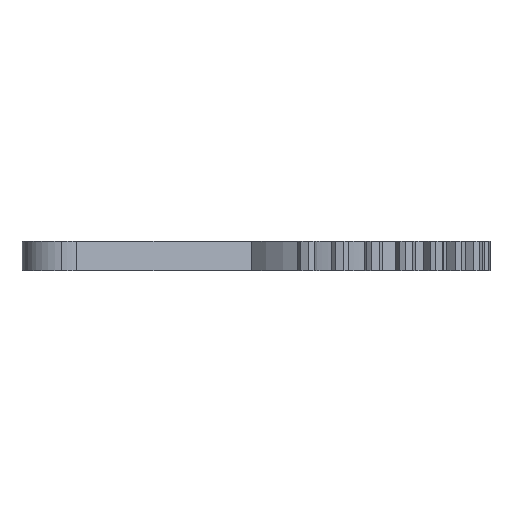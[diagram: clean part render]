
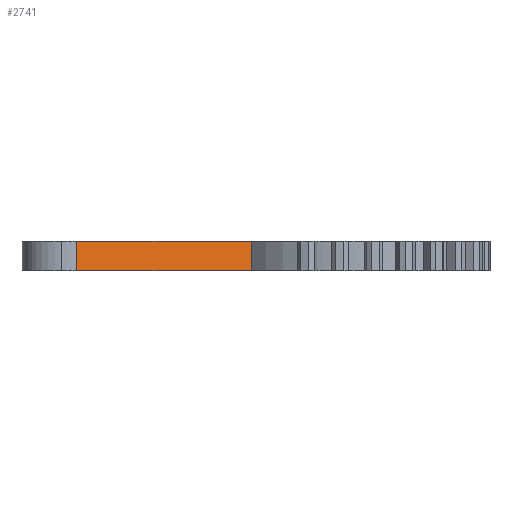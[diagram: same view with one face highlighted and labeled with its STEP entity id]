
A CAD part, left-side view. The second image highlights one B-rep face of the part: STEP entity #2741.
In plain terms, the highlighted planar face has unit normal (-0.928, -0.371, 0).
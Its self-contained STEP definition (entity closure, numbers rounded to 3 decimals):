
#81 = CARTESIAN_POINT ( 'NONE',  ( -8.208, 9.756, 3. ) ) ;
#95 = EDGE_CURVE ( 'NONE', #3789, #1864, #136, .T. ) ;
#136 = LINE ( 'NONE', #1450, #3667 ) ;
#210 = CARTESIAN_POINT ( 'NONE',  ( -15.223, 27.3, 0. ) ) ;
#496 = EDGE_CURVE ( 'NONE', #3035, #3789, #2108, .T. ) ;
#666 = VECTOR ( 'NONE', #3962, 1000. ) ;
#854 = EDGE_CURVE ( 'NONE', #3035, #3633, #3022, .T. ) ;
#881 = EDGE_CURVE ( 'NONE', #3633, #1864, #1708, .T. ) ;
#1223 = EDGE_LOOP ( 'NONE', ( #4050, #2594, #2031, #2871 ) ) ;
#1450 = CARTESIAN_POINT ( 'NONE',  ( -15.223, 27.3, 3. ) ) ;
#1688 = PLANE ( 'NONE',  #3966 ) ;
#1708 = LINE ( 'NONE', #3330, #666 ) ;
#1810 = CARTESIAN_POINT ( 'NONE',  ( -3.714, -1.485, 3. ) ) ;
#1820 = VECTOR ( 'NONE', #3412, 1000. ) ;
#1864 = VERTEX_POINT ( 'NONE', #210 ) ;
#2031 = ORIENTED_EDGE ( 'NONE', *, *, #496, .T. ) ;
#2043 = DIRECTION ( 'NONE',  ( 0., 0., -1. ) ) ;
#2108 = LINE ( 'NONE', #1810, #1820 ) ;
#2594 = ORIENTED_EDGE ( 'NONE', *, *, #854, .F. ) ;
#2741 = ADVANCED_FACE ( 'NONE', ( #3618 ), #1688, .T. ) ;
#2871 = ORIENTED_EDGE ( 'NONE', *, *, #95, .T. ) ;
#3022 = LINE ( 'NONE', #81, #3070 ) ;
#3035 = VERTEX_POINT ( 'NONE', #4199 ) ;
#3070 = VECTOR ( 'NONE', #2043, 1000. ) ;
#3103 = CARTESIAN_POINT ( 'NONE',  ( -8.208, 9.756, 0. ) ) ;
#3313 = CARTESIAN_POINT ( 'NONE',  ( -3.714, -1.485, 3. ) ) ;
#3330 = CARTESIAN_POINT ( 'NONE',  ( -3.714, -1.485, 0. ) ) ;
#3387 = CARTESIAN_POINT ( 'NONE',  ( -15.223, 27.3, 3. ) ) ;
#3412 = DIRECTION ( 'NONE',  ( -0.371, 0.929, 0. ) ) ;
#3618 = FACE_OUTER_BOUND ( 'NONE', #1223, .T. ) ;
#3633 = VERTEX_POINT ( 'NONE', #3103 ) ;
#3667 = VECTOR ( 'NONE', #3722, 1000. ) ;
#3722 = DIRECTION ( 'NONE',  ( 0., 0., -1. ) ) ;
#3789 = VERTEX_POINT ( 'NONE', #3387 ) ;
#3920 = DIRECTION ( 'NONE',  ( -0.929, -0.371, 0. ) ) ;
#3962 = DIRECTION ( 'NONE',  ( -0.371, 0.929, 0. ) ) ;
#3966 = AXIS2_PLACEMENT_3D ( 'NONE', #3313, #3920, #4010 ) ;
#4010 = DIRECTION ( 'NONE',  ( 0.371, -0.929, 0. ) ) ;
#4050 = ORIENTED_EDGE ( 'NONE', *, *, #881, .F. ) ;
#4199 = CARTESIAN_POINT ( 'NONE',  ( -8.208, 9.756, 3. ) ) ;
